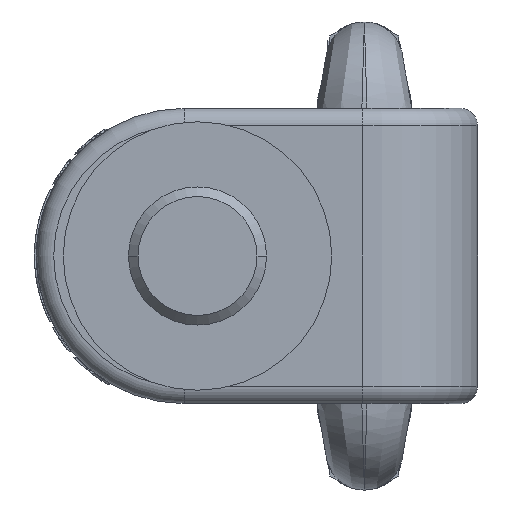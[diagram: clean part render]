
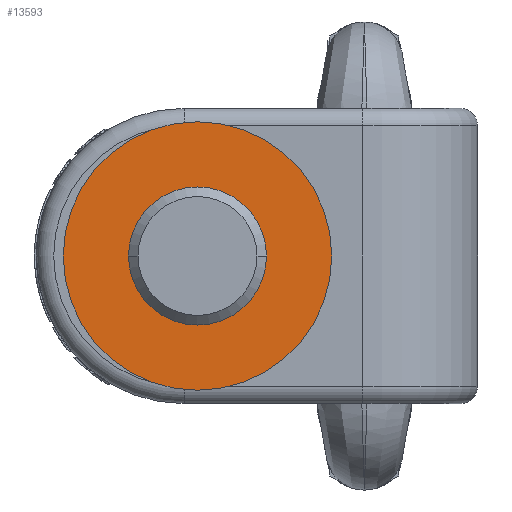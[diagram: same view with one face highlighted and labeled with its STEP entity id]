
A CAD part, front view. The second image highlights one B-rep face of the part: STEP entity #13593.
In plain terms, the highlighted planar face has unit normal (0, -1, 0).
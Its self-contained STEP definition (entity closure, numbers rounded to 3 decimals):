
#5389=CARTESIAN_POINT('',(-75.,-8.5,0.));
#5390=DIRECTION('',(0.,1.,0.));
#5391=DIRECTION('',(1.,0.,0.));
#5392=AXIS2_PLACEMENT_3D('',#5389,#5390,#5391);
#5394=CARTESIAN_POINT('',(-75.,-8.5,0.));
#5395=DIRECTION('',(0.,-1.,0.));
#5396=DIRECTION('',(1.,0.,0.));
#5397=AXIS2_PLACEMENT_3D('',#5394,#5395,#5396);
#5399=CARTESIAN_POINT('',(-75.,-8.5,0.));
#5400=DIRECTION('',(0.,-1.,0.));
#5401=DIRECTION('',(1.,0.,0.));
#5402=AXIS2_PLACEMENT_3D('',#5399,#5400,#5401);
#5412=CARTESIAN_POINT('',(-75.,-8.5,0.));
#5413=DIRECTION('',(0.,1.,0.));
#5414=DIRECTION('',(1.,0.,0.));
#5415=AXIS2_PLACEMENT_3D('',#5412,#5413,#5414);
#5549=CARTESIAN_POINT('',(-40.,-8.5,0.));
#5551=VERTEX_POINT('',#5549);
#5554=CARTESIAN_POINT('',(-60.,-8.5,0.));
#5556=VERTEX_POINT('',#5554);
#5565=CARTESIAN_POINT('',(-110.,-8.5,0.));
#5567=VERTEX_POINT('',#5565);
#5570=CARTESIAN_POINT('',(-90.,-8.5,0.));
#5572=VERTEX_POINT('',#5570);
#13578=CARTESIAN_POINT('',(-75.,-8.5,0.));
#13579=DIRECTION('',(0.,-1.,0.));
#13580=DIRECTION('',(-1.,0.,0.));
#13581=AXIS2_PLACEMENT_3D('',#13578,#13579,#13580);
#13582=PLANE('',#13581);
#13584=ORIENTED_EDGE('',*,*,#13583,.F.);
#13586=ORIENTED_EDGE('',*,*,#13585,.T.);
#13587=EDGE_LOOP('',(#13584,#13586));
#13588=FACE_OUTER_BOUND('',#13587,.F.);
#13589=ORIENTED_EDGE('',*,*,#13571,.F.);
#13590=ORIENTED_EDGE('',*,*,#13560,.T.);
#13591=EDGE_LOOP('',(#13589,#13590));
#13592=FACE_BOUND('',#13591,.F.);
#13593=ADVANCED_FACE('',(#13588,#13592),#13582,.T.);
#5393=CIRCLE('',#5392,15.);
#5398=CIRCLE('',#5397,15.);
#5403=CIRCLE('',#5402,35.);
#5416=CIRCLE('',#5415,35.);
#13560=EDGE_CURVE('',#5556,#5572,#5398,.T.);
#13571=EDGE_CURVE('',#5556,#5572,#5393,.T.);
#13583=EDGE_CURVE('',#5551,#5567,#5403,.T.);
#13585=EDGE_CURVE('',#5551,#5567,#5416,.T.);
